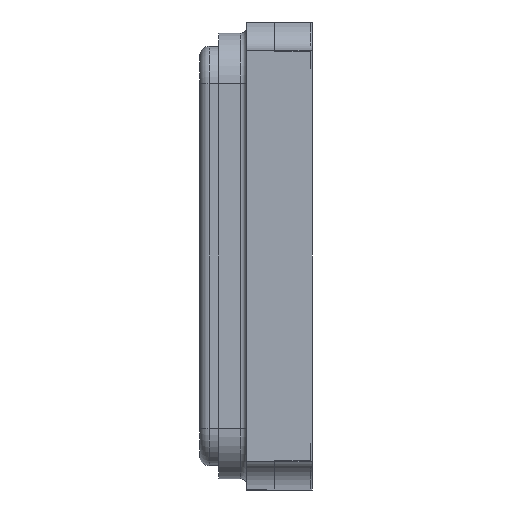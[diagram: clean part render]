
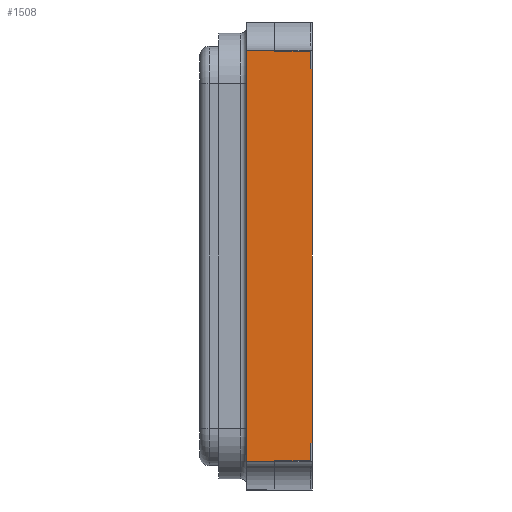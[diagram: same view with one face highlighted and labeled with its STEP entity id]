
A CAD part, left-side view. The second image highlights one B-rep face of the part: STEP entity #1508.
In plain terms, the highlighted planar face has unit normal (-1, 0, 0).
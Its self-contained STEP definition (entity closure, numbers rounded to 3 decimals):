
#23 = ORIENTED_EDGE ( 'NONE', *, *, #3804, .T. ) ;
#82 = DIRECTION ( 'NONE',  ( 0., -1., 0. ) ) ;
#211 = VERTEX_POINT ( 'NONE', #1995 ) ;
#245 = DIRECTION ( 'NONE',  ( 0., 0., 1. ) ) ;
#288 = DIRECTION ( 'NONE',  ( 0., -1., 0. ) ) ;
#307 = PLANE ( 'NONE',  #2447 ) ;
#325 = DIRECTION ( 'NONE',  ( 0., 0., -1. ) ) ;
#417 = VECTOR ( 'NONE', #3301, 1000. ) ;
#503 = VECTOR ( 'NONE', #590, 1000. ) ;
#514 = EDGE_CURVE ( 'NONE', #1652, #1927, #2087, .T. ) ;
#590 = DIRECTION ( 'NONE',  ( 0., 1., 0. ) ) ;
#685 = CARTESIAN_POINT ( 'NONE',  ( -1.6, 0.35, 1.25 ) ) ;
#701 = ORIENTED_EDGE ( 'NONE', *, *, #1369, .T. ) ;
#754 = LINE ( 'NONE', #685, #1149 ) ;
#779 = CARTESIAN_POINT ( 'NONE',  ( -1.6, 0.2, 1.095 ) ) ;
#783 = CARTESIAN_POINT ( 'NONE',  ( -1.6, 0.01, 1. ) ) ;
#872 = DIRECTION ( 'NONE',  ( 0., -1., 0. ) ) ;
#1027 = CARTESIAN_POINT ( 'NONE',  ( -1.6, 0.2, -1.1 ) ) ;
#1028 = EDGE_LOOP ( 'NONE', ( #2780, #3356, #3046, #3705, #4544, #3111, #2283, #701, #1646, #23, #2216, #1096 ) ) ;
#1065 = VECTOR ( 'NONE', #4188, 1000. ) ;
#1079 = EDGE_CURVE ( 'NONE', #3584, #3071, #2634, .T. ) ;
#1096 = ORIENTED_EDGE ( 'NONE', *, *, #2818, .T. ) ;
#1111 = CARTESIAN_POINT ( 'NONE',  ( -1.6, 0., -1. ) ) ;
#1149 = VECTOR ( 'NONE', #245, 1000. ) ;
#1221 = LINE ( 'NONE', #3269, #3608 ) ;
#1295 = CARTESIAN_POINT ( 'NONE',  ( -1.6, 0.01, 1.095 ) ) ;
#1369 = EDGE_CURVE ( 'NONE', #1426, #4648, #3023, .T. ) ;
#1426 = VERTEX_POINT ( 'NONE', #2784 ) ;
#1499 = EDGE_CURVE ( 'NONE', #3071, #1927, #4721, .T. ) ;
#1508 = ADVANCED_FACE ( 'NONE', ( #2678 ), #307, .F. ) ;
#1528 = EDGE_CURVE ( 'NONE', #211, #4595, #3759, .T. ) ;
#1564 = VECTOR ( 'NONE', #2459, 1000. ) ;
#1615 = DIRECTION ( 'NONE',  ( 0., 0., -1. ) ) ;
#1646 = ORIENTED_EDGE ( 'NONE', *, *, #3210, .F. ) ;
#1647 = CARTESIAN_POINT ( 'NONE',  ( -1.6, 0.35, -1.1 ) ) ;
#1652 = VERTEX_POINT ( 'NONE', #1111 ) ;
#1718 = CARTESIAN_POINT ( 'NONE',  ( -1.6, 0.01, -1.095 ) ) ;
#1778 = CARTESIAN_POINT ( 'NONE',  ( -1.6, 0.35, -1.1 ) ) ;
#1927 = VERTEX_POINT ( 'NONE', #2334 ) ;
#1952 = VECTOR ( 'NONE', #1615, 1000. ) ;
#1995 = CARTESIAN_POINT ( 'NONE',  ( -1.6, 0.2, -1.095 ) ) ;
#2051 = CARTESIAN_POINT ( 'NONE',  ( -1.6, 0.35, 1.1 ) ) ;
#2087 = LINE ( 'NONE', #4498, #417 ) ;
#2160 = CARTESIAN_POINT ( 'NONE',  ( -1.6, 0.35, 1.25 ) ) ;
#2163 = VERTEX_POINT ( 'NONE', #4190 ) ;
#2189 = DIRECTION ( 'NONE',  ( 1., 0., 0. ) ) ;
#2216 = ORIENTED_EDGE ( 'NONE', *, *, #1528, .F. ) ;
#2283 = ORIENTED_EDGE ( 'NONE', *, *, #2654, .F. ) ;
#2334 = CARTESIAN_POINT ( 'NONE',  ( -1.6, 0., 1. ) ) ;
#2403 = VECTOR ( 'NONE', #2571, 1000. ) ;
#2447 = AXIS2_PLACEMENT_3D ( 'NONE', #2160, #2189, #325 ) ;
#2459 = DIRECTION ( 'NONE',  ( 0., -1., 0. ) ) ;
#2506 = VERTEX_POINT ( 'NONE', #1778 ) ;
#2571 = DIRECTION ( 'NONE',  ( 0., 0., -1. ) ) ;
#2575 = VECTOR ( 'NONE', #872, 1000. ) ;
#2588 = CARTESIAN_POINT ( 'NONE',  ( -1.6, 0.2, 1. ) ) ;
#2634 = LINE ( 'NONE', #3779, #1952 ) ;
#2654 = EDGE_CURVE ( 'NONE', #1426, #3235, #4104, .T. ) ;
#2678 = FACE_OUTER_BOUND ( 'NONE', #1028, .T. ) ;
#2682 = LINE ( 'NONE', #3756, #3260 ) ;
#2768 = EDGE_CURVE ( 'NONE', #3235, #3584, #3588, .T. ) ;
#2780 = ORIENTED_EDGE ( 'NONE', *, *, #4112, .F. ) ;
#2784 = CARTESIAN_POINT ( 'NONE',  ( -1.6, 0.2, 1.1 ) ) ;
#2818 = EDGE_CURVE ( 'NONE', #211, #3126, #2682, .T. ) ;
#2839 = CARTESIAN_POINT ( 'NONE',  ( -1.6, 0.35, 1.1 ) ) ;
#2859 = DIRECTION ( 'NONE',  ( 0., 0., -1. ) ) ;
#2862 = LINE ( 'NONE', #3534, #1564 ) ;
#2880 = CARTESIAN_POINT ( 'NONE',  ( -1.6, 0.2, -1. ) ) ;
#3023 = LINE ( 'NONE', #2051, #503 ) ;
#3046 = ORIENTED_EDGE ( 'NONE', *, *, #514, .T. ) ;
#3071 = VERTEX_POINT ( 'NONE', #783 ) ;
#3111 = ORIENTED_EDGE ( 'NONE', *, *, #2768, .F. ) ;
#3126 = VERTEX_POINT ( 'NONE', #1718 ) ;
#3151 = LINE ( 'NONE', #1647, #1065 ) ;
#3210 = EDGE_CURVE ( 'NONE', #2506, #4648, #754, .T. ) ;
#3235 = VERTEX_POINT ( 'NONE', #779 ) ;
#3260 = VECTOR ( 'NONE', #82, 1000. ) ;
#3269 = CARTESIAN_POINT ( 'NONE',  ( -1.6, 0.01, -1. ) ) ;
#3301 = DIRECTION ( 'NONE',  ( 0., 0., 1. ) ) ;
#3356 = ORIENTED_EDGE ( 'NONE', *, *, #4142, .T. ) ;
#3428 = VECTOR ( 'NONE', #288, 1000. ) ;
#3534 = CARTESIAN_POINT ( 'NONE',  ( -1.6, 0.2, -1. ) ) ;
#3584 = VERTEX_POINT ( 'NONE', #1295 ) ;
#3588 = LINE ( 'NONE', #4445, #2575 ) ;
#3608 = VECTOR ( 'NONE', #3659, 1000. ) ;
#3659 = DIRECTION ( 'NONE',  ( 0., 0., -1. ) ) ;
#3705 = ORIENTED_EDGE ( 'NONE', *, *, #1499, .F. ) ;
#3756 = CARTESIAN_POINT ( 'NONE',  ( -1.6, 1.545, -1.095 ) ) ;
#3759 = LINE ( 'NONE', #2880, #4398 ) ;
#3779 = CARTESIAN_POINT ( 'NONE',  ( -1.6, 0.01, 1.095 ) ) ;
#3804 = EDGE_CURVE ( 'NONE', #2506, #4595, #3151, .T. ) ;
#4104 = LINE ( 'NONE', #2588, #2403 ) ;
#4112 = EDGE_CURVE ( 'NONE', #2163, #3126, #1221, .T. ) ;
#4142 = EDGE_CURVE ( 'NONE', #2163, #1652, #2862, .T. ) ;
#4188 = DIRECTION ( 'NONE',  ( 0., -1., 0. ) ) ;
#4190 = CARTESIAN_POINT ( 'NONE',  ( -1.6, 0.01, -1. ) ) ;
#4365 = CARTESIAN_POINT ( 'NONE',  ( -1.6, 0.2, 1. ) ) ;
#4398 = VECTOR ( 'NONE', #2859, 1000. ) ;
#4445 = CARTESIAN_POINT ( 'NONE',  ( -1.6, 1.545, 1.095 ) ) ;
#4498 = CARTESIAN_POINT ( 'NONE',  ( -1.6, 0., 1.25 ) ) ;
#4544 = ORIENTED_EDGE ( 'NONE', *, *, #1079, .F. ) ;
#4595 = VERTEX_POINT ( 'NONE', #1027 ) ;
#4648 = VERTEX_POINT ( 'NONE', #2839 ) ;
#4721 = LINE ( 'NONE', #4365, #3428 ) ;
